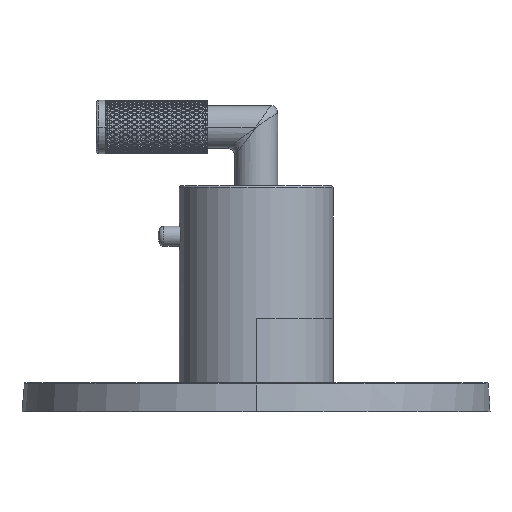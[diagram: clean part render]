
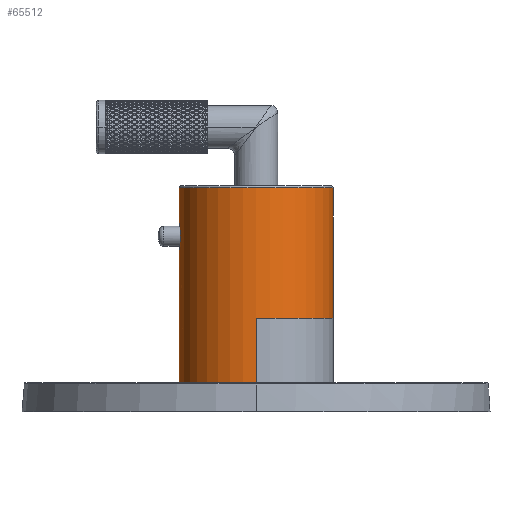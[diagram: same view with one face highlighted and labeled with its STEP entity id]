
A CAD part, left-side view. The second image highlights one B-rep face of the part: STEP entity #65512.
In plain terms, the highlighted cylindrical face has radius 25.019 mm (diameter 50.038 mm), a partial arc.
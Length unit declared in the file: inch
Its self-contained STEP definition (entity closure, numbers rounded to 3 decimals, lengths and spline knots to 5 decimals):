
#2000=CARTESIAN_POINT('',(0.,0.,0.285));
#2001=DIRECTION('',(0.,0.,1.));
#2002=DIRECTION('',(1.,0.,0.));
#2003=AXIS2_PLACEMENT_3D('',#2000,#2001,#2002);
#2019=CARTESIAN_POINT('',(0.,0.,1.198));
#2020=DIRECTION('',(0.,0.,1.));
#2021=DIRECTION('',(1.,0.,0.));
#2022=AXIS2_PLACEMENT_3D('',#2019,#2020,#2021);
#2024=CARTESIAN_POINT('',(0.,0.985,2.423));
#2025=CARTESIAN_POINT('',(-0.01009,0.985,2.423));
#2026=CARTESIAN_POINT('',(-0.02998,0.98469,
2.42098));
#2027=CARTESIAN_POINT('',(-0.05933,0.98335,
2.41187));
#2028=CARTESIAN_POINT('',(-0.08704,0.98127,
2.39666));
#2029=CARTESIAN_POINT('',(-0.11212,0.97869,
2.3755));
#2030=CARTESIAN_POINT('',(-0.1333,0.976,
2.3489));
#2031=CARTESIAN_POINT('',(-0.14937,0.97364,
2.31785));
#2032=CARTESIAN_POINT('',(-0.15938,0.97203,
2.28371));
#2033=CARTESIAN_POINT('',(-0.16278,0.97146,
2.248));
#2034=CARTESIAN_POINT('',(-0.15938,0.97203,
2.2123));
#2035=CARTESIAN_POINT('',(-0.14937,0.97364,
2.17815));
#2036=CARTESIAN_POINT('',(-0.1333,0.976,
2.1471));
#2037=CARTESIAN_POINT('',(-0.11212,0.97869,
2.12051));
#2038=CARTESIAN_POINT('',(-0.08704,0.98127,
2.09935));
#2039=CARTESIAN_POINT('',(-0.05933,0.98335,
2.08414));
#2040=CARTESIAN_POINT('',(-0.02999,0.98469,
2.07502));
#2041=CARTESIAN_POINT('',(-0.01009,0.985,2.073));
#2042=CARTESIAN_POINT('',(0.,0.985,2.073));
#2044=CARTESIAN_POINT('',(0.,0.,2.868));
#2045=DIRECTION('',(0.,0.,1.));
#2046=DIRECTION('',(0.,1.,0.));
#2047=AXIS2_PLACEMENT_3D('',#2044,#2045,#2046);
#2049=DIRECTION('',(0.,0.,1.));
#2050=VECTOR('',#2049,0.913);
#2051=CARTESIAN_POINT('',(0.985,0.,0.285));
#2052=LINE('',#2051,#2050);
#2053=CARTESIAN_POINT('',(0.,0.,1.198));
#2054=DIRECTION('',(0.,0.,1.));
#2055=DIRECTION('',(-1.,0.,0.));
#2056=AXIS2_PLACEMENT_3D('',#2053,#2054,#2055);
#2058=DIRECTION('',(0.,0.,1.));
#2059=VECTOR('',#2058,1.67);
#2060=CARTESIAN_POINT('',(0.,-0.985,1.198));
#2061=LINE('',#2060,#2059);
#2067=DIRECTION('',(0.,0.,1.));
#2068=VECTOR('',#2067,0.445);
#2069=CARTESIAN_POINT('',(0.,0.985,2.423));
#2070=LINE('',#2069,#2068);
#2091=DIRECTION('',(0.,0.,1.));
#2092=VECTOR('',#2091,0.875);
#2093=CARTESIAN_POINT('',(0.,0.985,1.198));
#2094=LINE('',#2093,#2092);
#2095=DIRECTION('',(0.,0.,1.));
#2096=VECTOR('',#2095,0.913);
#2097=CARTESIAN_POINT('',(-0.985,0.,0.285));
#2098=LINE('',#2097,#2096);
#60696=CARTESIAN_POINT('',(0.985,0.,0.285));
#60697=CARTESIAN_POINT('',(-0.985,0.,0.285));
#60698=VERTEX_POINT('',#60696);
#60699=VERTEX_POINT('',#60697);
#60704=CARTESIAN_POINT('',(0.,0.985,2.868));
#60705=CARTESIAN_POINT('',(0.,-0.985,2.868));
#60706=VERTEX_POINT('',#60704);
#60707=VERTEX_POINT('',#60705);
#60708=VERTEX_POINT('',#2024);
#60709=VERTEX_POINT('',#2042);
#60712=CARTESIAN_POINT('',(-0.985,0.,1.198));
#60713=CARTESIAN_POINT('',(0.,-0.985,1.198));
#60714=VERTEX_POINT('',#60712);
#60715=VERTEX_POINT('',#60713);
#60716=CARTESIAN_POINT('',(0.985,0.,1.198));
#60717=CARTESIAN_POINT('',(0.,0.985,1.198));
#60718=VERTEX_POINT('',#60716);
#60719=VERTEX_POINT('',#60717);
#65486=CARTESIAN_POINT('',(0.,0.,-0.062));
#65487=DIRECTION('',(0.,0.,1.));
#65488=DIRECTION('',(1.,0.,0.));
#65489=AXIS2_PLACEMENT_3D('',#65486,#65487,#65488);
#65490=CYLINDRICAL_SURFACE('',#65489,0.985);
#65492=ORIENTED_EDGE('',*,*,#65491,.T.);
#65494=ORIENTED_EDGE('',*,*,#65493,.T.);
#65496=ORIENTED_EDGE('',*,*,#65495,.F.);
#65498=ORIENTED_EDGE('',*,*,#65497,.T.);
#65500=ORIENTED_EDGE('',*,*,#65499,.T.);
#65502=ORIENTED_EDGE('',*,*,#65501,.F.);
#65504=ORIENTED_EDGE('',*,*,#65503,.F.);
#65506=ORIENTED_EDGE('',*,*,#65505,.F.);
#65507=ORIENTED_EDGE('',*,*,#65467,.F.);
#65509=ORIENTED_EDGE('',*,*,#65508,.T.);
#65510=EDGE_LOOP('',(#65492,#65494,#65496,#65498,#65500,#65502,#65504,#65506,
#65507,#65509));
#65511=FACE_OUTER_BOUND('',#65510,.F.);
#65512=ADVANCED_FACE('',(#65511),#65490,.T.);
#2004=CIRCLE('',#2003,0.985);
#2023=CIRCLE('',#2022,0.985);
#2043=B_SPLINE_CURVE_WITH_KNOTS('',3,(#2024,#2025,#2026,#2027,#2028,#2029,#2030,
#2031,#2032,#2033,#2034,#2035,#2036,#2037,#2038,#2039,#2040,#2041,#2042),
.UNSPECIFIED.,.F.,.F.,(4,1,1,1,1,1,1,1,1,1,1,1,1,1,1,1,4),(0.,0.0625,0.125,
0.1875,0.25,0.3125,0.375,0.4375,0.5,0.5625,0.625,0.6875,
0.75,0.8125,0.875,0.9375,1.),.UNSPECIFIED.);
#2048=CIRCLE('',#2047,0.985);
#2057=CIRCLE('',#2056,0.985);
#65467=EDGE_CURVE('',#60698,#60699,#2004,.T.);
#65491=EDGE_CURVE('',#60718,#60719,#2023,.T.);
#65493=EDGE_CURVE('',#60719,#60709,#2094,.T.);
#65495=EDGE_CURVE('',#60708,#60709,#2043,.T.);
#65497=EDGE_CURVE('',#60708,#60706,#2070,.T.);
#65499=EDGE_CURVE('',#60706,#60707,#2048,.T.);
#65501=EDGE_CURVE('',#60715,#60707,#2061,.T.);
#65503=EDGE_CURVE('',#60714,#60715,#2057,.T.);
#65505=EDGE_CURVE('',#60699,#60714,#2098,.T.);
#65508=EDGE_CURVE('',#60698,#60718,#2052,.T.);
